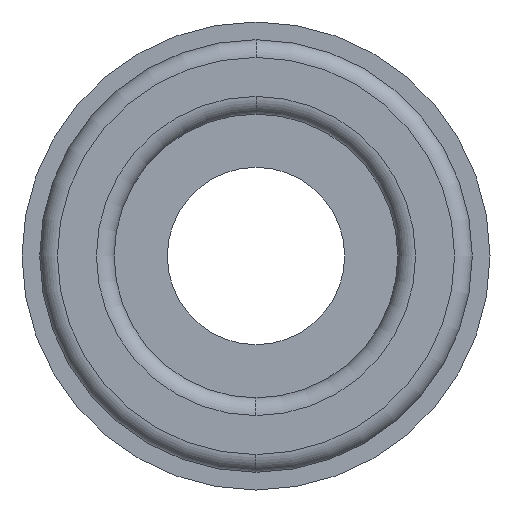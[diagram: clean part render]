
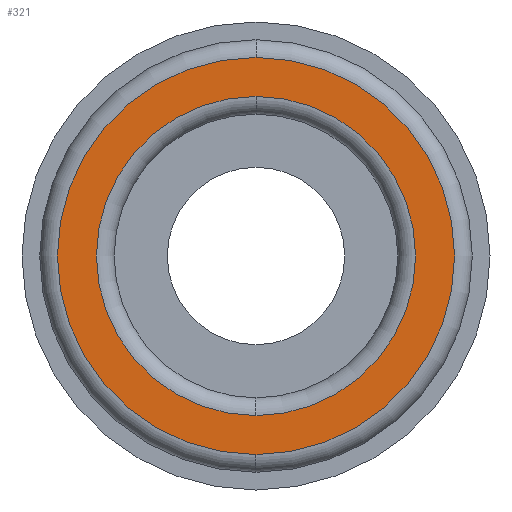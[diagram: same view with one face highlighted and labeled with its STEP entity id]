
A CAD part, front view. The second image highlights one B-rep face of the part: STEP entity #321.
In plain terms, the highlighted planar face has unit normal (0, -1, 0).
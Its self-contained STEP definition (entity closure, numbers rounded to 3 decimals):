
#19 = CIRCLE ( 'NONE', #663, 5.6 ) ;
#32 = CARTESIAN_POINT ( 'NONE',  ( 0., -38.5, 5.6 ) ) ;
#62 = DIRECTION ( 'NONE',  ( 0., -1., 0. ) ) ;
#153 = VERTEX_POINT ( 'NONE', #197 ) ;
#184 = ORIENTED_EDGE ( 'NONE', *, *, #768, .F. ) ;
#197 = CARTESIAN_POINT ( 'NONE',  ( 0., -38.5, 4.5 ) ) ;
#218 = DIRECTION ( 'NONE',  ( 0., 1., 0. ) ) ;
#225 = DIRECTION ( 'NONE',  ( 0., 0., 1. ) ) ;
#231 = ORIENTED_EDGE ( 'NONE', *, *, #513, .F. ) ;
#232 = CARTESIAN_POINT ( 'NONE',  ( 0., -38.5, 0. ) ) ;
#238 = DIRECTION ( 'NONE',  ( 0., -1., 0. ) ) ;
#241 = DIRECTION ( 'NONE',  ( 0., 0., 1. ) ) ;
#321 = ADVANCED_FACE ( 'NONE', ( #589, #964 ), #944, .T. ) ;
#329 = VERTEX_POINT ( 'NONE', #32 ) ;
#340 = CARTESIAN_POINT ( 'NONE',  ( 0., -38.5, 0. ) ) ;
#382 = CARTESIAN_POINT ( 'NONE',  ( 0., -38.5, 0. ) ) ;
#388 = DIRECTION ( 'NONE',  ( 0., -1., 0. ) ) ;
#390 = DIRECTION ( 'NONE',  ( 0., 0., 1. ) ) ;
#504 = ORIENTED_EDGE ( 'NONE', *, *, #511, .F. ) ;
#511 = EDGE_CURVE ( 'NONE', #329, #1077, #19, .T. ) ;
#513 = EDGE_CURVE ( 'NONE', #929, #153, #555, .T. ) ;
#527 = EDGE_CURVE ( 'NONE', #153, #929, #1039, .T. ) ;
#555 = CIRCLE ( 'NONE', #665, 4.5 ) ;
#578 = CIRCLE ( 'NONE', #810, 5.6 ) ;
#589 = FACE_BOUND ( 'NONE', #968, .T. ) ;
#657 = AXIS2_PLACEMENT_3D ( 'NONE', #382, #388, #390 ) ;
#663 = AXIS2_PLACEMENT_3D ( 'NONE', #340, #218, #225 ) ;
#665 = AXIS2_PLACEMENT_3D ( 'NONE', #232, #238, #241 ) ;
#768 = EDGE_CURVE ( 'NONE', #1077, #329, #578, .T. ) ;
#777 = AXIS2_PLACEMENT_3D ( 'NONE', #889, #62, #876 ) ;
#810 = AXIS2_PLACEMENT_3D ( 'NONE', #1079, #1076, #1074 ) ;
#876 = DIRECTION ( 'NONE',  ( 0., 0., 1. ) ) ;
#889 = CARTESIAN_POINT ( 'NONE',  ( 0., -38.5, 0. ) ) ;
#929 = VERTEX_POINT ( 'NONE', #1000 ) ;
#944 = PLANE ( 'NONE',  #777 ) ;
#964 = FACE_OUTER_BOUND ( 'NONE', #1052, .T. ) ;
#968 = EDGE_LOOP ( 'NONE', ( #1012, #231 ) ) ;
#1000 = CARTESIAN_POINT ( 'NONE',  ( 0., -38.5, -4.5 ) ) ;
#1012 = ORIENTED_EDGE ( 'NONE', *, *, #527, .F. ) ;
#1039 = CIRCLE ( 'NONE', #657, 4.5 ) ;
#1044 = CARTESIAN_POINT ( 'NONE',  ( 0., -38.5, -5.6 ) ) ;
#1052 = EDGE_LOOP ( 'NONE', ( #504, #184 ) ) ;
#1074 = DIRECTION ( 'NONE',  ( 0., 0., 1. ) ) ;
#1076 = DIRECTION ( 'NONE',  ( 0., 1., 0. ) ) ;
#1077 = VERTEX_POINT ( 'NONE', #1044 ) ;
#1079 = CARTESIAN_POINT ( 'NONE',  ( 0., -38.5, 0. ) ) ;
